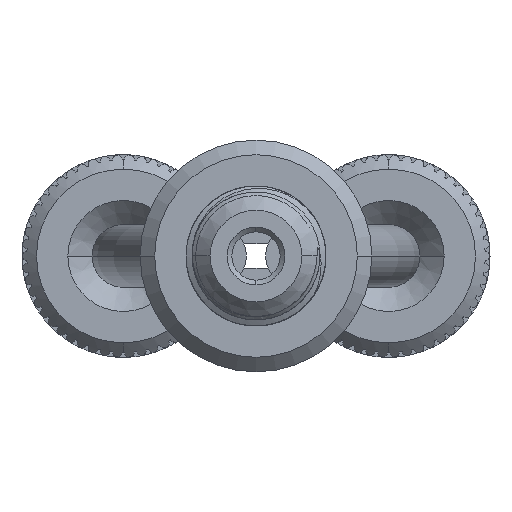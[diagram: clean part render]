
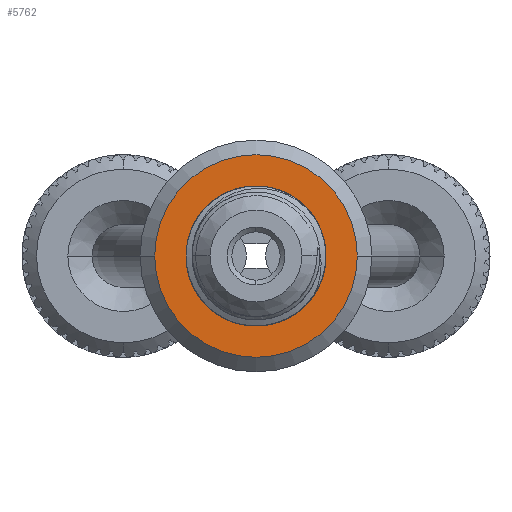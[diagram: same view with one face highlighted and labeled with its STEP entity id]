
A CAD part, left-side view. The second image highlights one B-rep face of the part: STEP entity #5762.
In plain terms, the highlighted planar face has unit normal (-1, 0, 0).
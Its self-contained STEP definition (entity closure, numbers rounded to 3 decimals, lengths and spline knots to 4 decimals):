
#74=CARTESIAN_POINT('',(-6.,0.,0.));
#75=DIRECTION('',(-1.,0.,0.));
#76=DIRECTION('',(0.,1.,0.));
#77=AXIS2_PLACEMENT_3D('',#74,#75,#76);
#79=CARTESIAN_POINT('',(-6.,0.,0.));
#80=DIRECTION('',(-1.,0.,0.));
#81=DIRECTION('',(0.,-1.,0.));
#82=AXIS2_PLACEMENT_3D('',#79,#80,#81);
#92=CARTESIAN_POINT('',(-6.,0.,0.));
#93=DIRECTION('',(-1.,0.,0.));
#94=DIRECTION('',(0.,1.,0.));
#95=AXIS2_PLACEMENT_3D('',#92,#93,#94);
#3094=CARTESIAN_POINT('',(-6.,0.,0.));
#3095=DIRECTION('',(1.,0.,0.));
#3096=DIRECTION('',(0.,1.,0.));
#3097=AXIS2_PLACEMENT_3D('',#3094,#3095,#3096);
#5446=CARTESIAN_POINT('',(-6.,1.45,0.));
#5447=CARTESIAN_POINT('',(-6.,-1.45,0.));
#5448=VERTEX_POINT('',#5446);
#5449=VERTEX_POINT('',#5447);
#5454=CARTESIAN_POINT('',(-6.,2.1,0.));
#5455=CARTESIAN_POINT('',(-6.,-2.1,0.));
#5456=VERTEX_POINT('',#5454);
#5457=VERTEX_POINT('',#5455);
#5746=CARTESIAN_POINT('',(-6.,0.,0.));
#5747=DIRECTION('',(1.,0.,0.));
#5748=DIRECTION('',(0.,-1.,0.));
#5749=AXIS2_PLACEMENT_3D('',#5746,#5747,#5748);
#5750=PLANE('',#5749);
#5751=ORIENTED_EDGE('',*,*,#5736,.F.);
#5753=ORIENTED_EDGE('',*,*,#5752,.F.);
#5754=EDGE_LOOP('',(#5751,#5753));
#5755=FACE_OUTER_BOUND('',#5754,.F.);
#5757=ORIENTED_EDGE('',*,*,#5756,.T.);
#5759=ORIENTED_EDGE('',*,*,#5758,.F.);
#5760=EDGE_LOOP('',(#5757,#5759));
#5761=FACE_BOUND('',#5760,.F.);
#78=CIRCLE('',#77,2.1);
#83=CIRCLE('',#82,2.1);
#96=CIRCLE('',#95,1.45);
#3098=CIRCLE('',#3097,1.45);
#5736=EDGE_CURVE('',#5456,#5457,#78,.T.);
#5752=EDGE_CURVE('',#5457,#5456,#83,.T.);
#5756=EDGE_CURVE('',#5448,#5449,#96,.T.);
#5758=EDGE_CURVE('',#5448,#5449,#3098,.T.);
#5762=ADVANCED_FACE('',(#5755,#5761),#5750,.F.);
